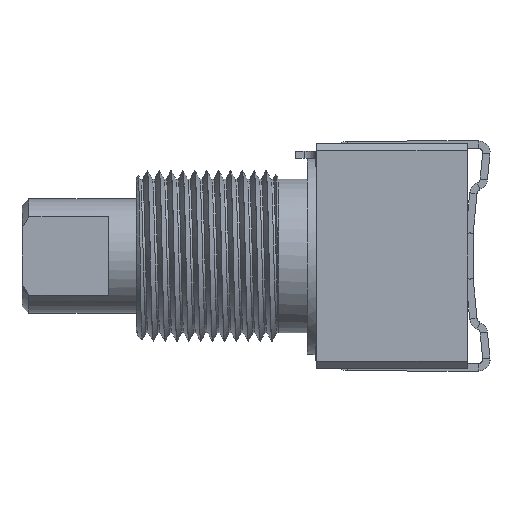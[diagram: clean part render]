
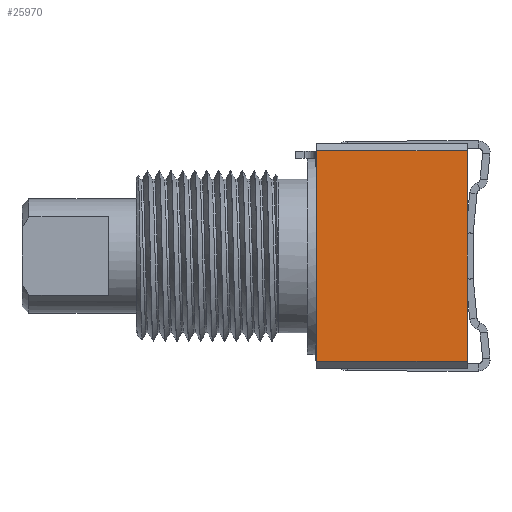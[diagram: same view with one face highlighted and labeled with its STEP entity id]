
A CAD part, front view. The second image highlights one B-rep face of the part: STEP entity #25970.
In plain terms, the highlighted planar face has unit normal (0, -1, 0).
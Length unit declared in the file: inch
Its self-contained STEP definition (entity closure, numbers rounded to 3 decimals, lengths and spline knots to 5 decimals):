
#3066=DIRECTION('',(0.,0.,-1.));
#3067=VECTOR('',#3066,0.462);
#3068=CARTESIAN_POINT('',(0.104,-0.246,0.231));
#3069=LINE('',#3068,#3067);
#10745=DIRECTION('',(0.,0.,-1.));
#10746=VECTOR('',#10745,0.462);
#10747=CARTESIAN_POINT('',(0.434,-0.246,0.231));
#10748=LINE('',#10747,#10746);
#10861=DIRECTION('',(1.,0.,0.));
#10862=VECTOR('',#10861,0.33);
#10863=CARTESIAN_POINT('',(0.104,-0.246,-0.231));
#10864=LINE('',#10863,#10862);
#10869=DIRECTION('',(1.,0.,0.));
#10870=VECTOR('',#10869,0.33);
#10871=CARTESIAN_POINT('',(0.104,-0.246,0.231));
#10872=LINE('',#10871,#10870);
#14160=CARTESIAN_POINT('',(0.104,-0.246,-0.231));
#14161=CARTESIAN_POINT('',(0.434,-0.246,-0.231));
#14162=VERTEX_POINT('',#14160);
#14163=VERTEX_POINT('',#14161);
#14164=CARTESIAN_POINT('',(0.104,-0.246,0.231));
#14165=CARTESIAN_POINT('',(0.434,-0.246,0.231));
#14166=VERTEX_POINT('',#14164);
#14167=VERTEX_POINT('',#14165);
#25958=CARTESIAN_POINT('',(0.104,-0.246,0.246));
#25959=DIRECTION('',(0.,-1.,0.));
#25960=DIRECTION('',(0.,0.,-1.));
#25961=AXIS2_PLACEMENT_3D('',#25958,#25959,#25960);
#25962=PLANE('',#25961);
#25963=ORIENTED_EDGE('',*,*,#19975,.F.);
#25965=ORIENTED_EDGE('',*,*,#25964,.T.);
#25966=ORIENTED_EDGE('',*,*,#25839,.T.);
#25967=ORIENTED_EDGE('',*,*,#25952,.F.);
#25968=EDGE_LOOP('',(#25963,#25965,#25966,#25967));
#25969=FACE_OUTER_BOUND('',#25968,.F.);
#25970=ADVANCED_FACE('',(#25969),#25962,.T.);
#19975=EDGE_CURVE('',#14166,#14162,#3069,.T.);
#25839=EDGE_CURVE('',#14167,#14163,#10748,.T.);
#25952=EDGE_CURVE('',#14162,#14163,#10864,.T.);
#25964=EDGE_CURVE('',#14166,#14167,#10872,.T.);
